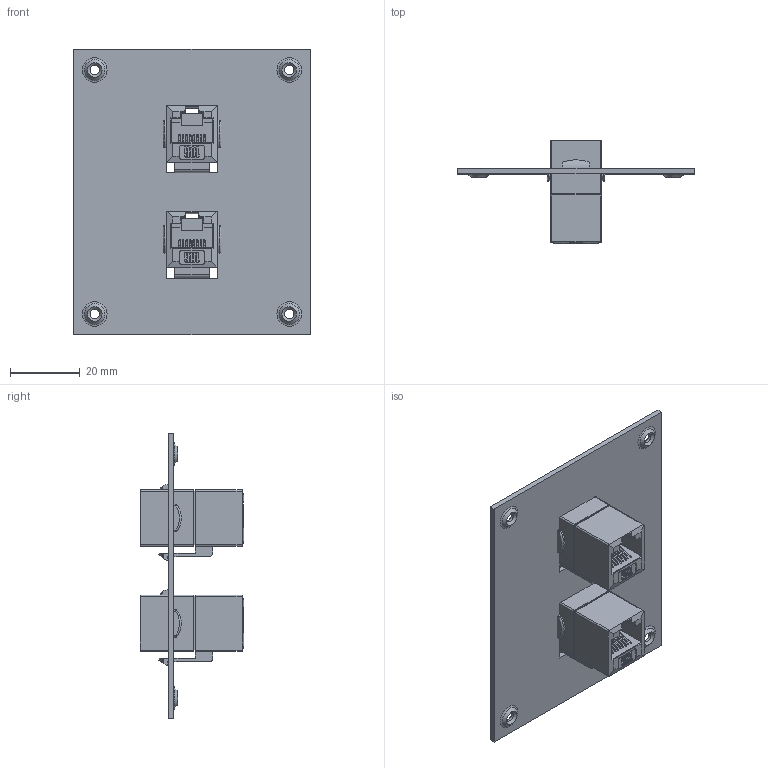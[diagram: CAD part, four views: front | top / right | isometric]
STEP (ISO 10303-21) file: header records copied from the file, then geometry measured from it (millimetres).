
FILE_DESCRIPTION (( 'STEP AP214' ), '1' );
FILE_NAME ('USP2MC6A.STEP', '2018-04-25T13:49:08', ( '' ), ( '' ), 'SwSTEP 2.0', 'SolidWorks 2017', '' );
FILE_SCHEMA (( 'AUTOMOTIVE_DESIGN' ));
Length unit declared in the file: inch
Products named in the file (3): TDG1026KC6A_no label; 1AR03-003; USP2MC6A
Assembly tree (3 placements, depth 2):
  USP2MC6A
    1AR03-003
    TDG1026KC6A_no label  x2
Bounding box: 68.07 x 29.8 x 82.04 mm (x, y, z)
Volume: 17971 mm3; surface area: 18555.8 mm2
Topology: 3 solids, 3 shells, 556 faces, 1500 edges, 976 vertices
Faces by surface type: plane 356, bspline 100, cylinder 68, cone 12, torus 12, sphere 8
Full cylindrical faces by diameter (mm): 2.705 x4
Entity records: 11372 total; most frequent: CARTESIAN_POINT 4025, ORIENTED_EDGE 1492, DIRECTION 1258, EDGE_CURVE 746, LINE 544, VECTOR 544, VERTEX_POINT 506, EDGE_LOOP 396
